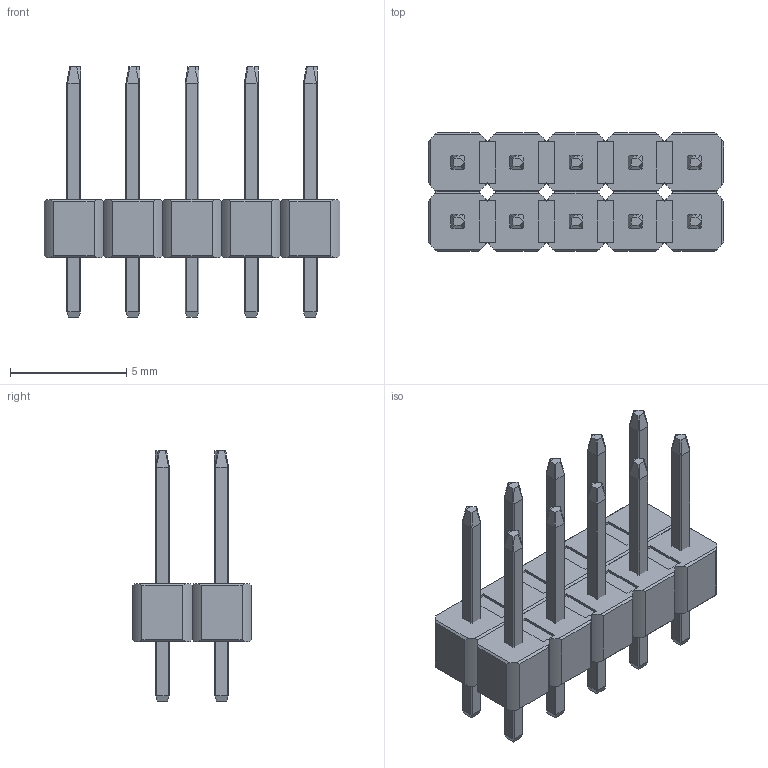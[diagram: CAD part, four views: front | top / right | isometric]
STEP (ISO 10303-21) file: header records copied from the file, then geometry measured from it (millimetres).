
FILE_DESCRIPTION(('FreeCAD Model'),'2;1');
FILE_NAME('2x5.step','2018-11-02T21:32:24', ('Author'),(''),'Open CASCADE STEP processor 7.2','FreeCAD','Unknown' );
FILE_SCHEMA(('AUTOMOTIVE_DESIGN_CC2 { 1 2 10303 214 -1 1 5 4 }'));
Length unit declared in the file: millimetre
Products named in the file (2): difference040_(Solid); union108
Bounding box: 12.7 x 5.08 x 10.74 mm (x, y, z)
Volume: 190.4 mm3; surface area: 490.6 mm2
Topology: 11 solids, 11 shells, 486 faces, 1320 edges, 848 vertices
Faces by surface type: plane 350, cylinder 136
Entity records: 17169 total; most frequent: CARTESIAN_POINT 3295, ORIENTED_EDGE 2640, DIRECTION 2278, EDGE_CURVE 1320, LINE 1016, VECTOR 1016, VERTEX_POINT 848, AXIS2_PLACEMENT_3D 631
